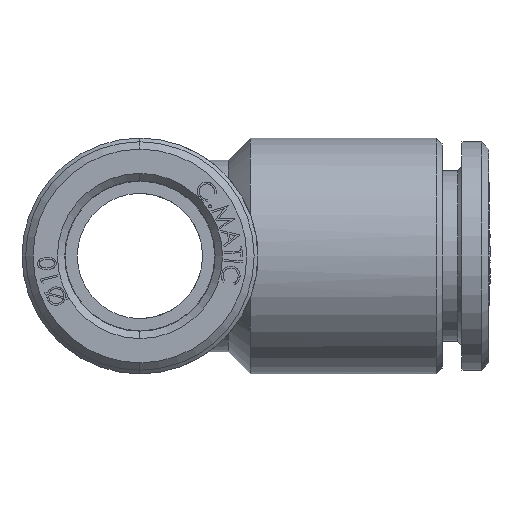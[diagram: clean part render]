
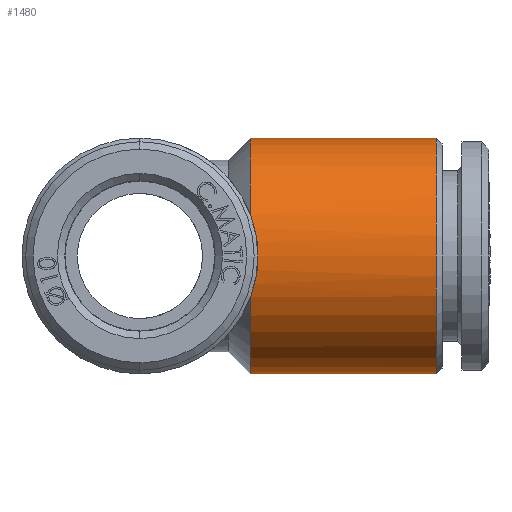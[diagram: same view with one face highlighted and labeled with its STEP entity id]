
A CAD part, left-side view. The second image highlights one B-rep face of the part: STEP entity #1480.
In plain terms, the highlighted cylindrical face has radius 8 mm (diameter 16 mm), a partial arc.
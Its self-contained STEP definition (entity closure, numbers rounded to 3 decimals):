
#1480 = ADVANCED_FACE ( 'NONE', ( #8338 ), #8388, .T. ) ;
#2057 = DIRECTION ( 'NONE',  ( 0., 1., 0. ) ) ;
#2058 = VECTOR ( 'NONE', #2057, 1000. ) ;
#2061 = CARTESIAN_POINT ( 'NONE',  ( 0., 2.336, 8. ) ) ;
#2063 = LINE ( 'NONE', #2061, #2058 ) ;
#2069 = CARTESIAN_POINT ( 'NONE',  ( 0., -7.5, 8. ) ) ;
#2208 = CARTESIAN_POINT ( 'NONE',  ( 0., -20.1, -8. ) ) ;
#2212 = DIRECTION ( 'NONE',  ( 0., 1., 0. ) ) ;
#2213 = VECTOR ( 'NONE', #2212, 1000. ) ;
#2214 = CARTESIAN_POINT ( 'NONE',  ( 0., 2.336, -8. ) ) ;
#2215 = LINE ( 'NONE', #2214, #2213 ) ;
#2246 = CARTESIAN_POINT ( 'NONE',  ( 0., -20.1, 8. ) ) ;
#2342 = CARTESIAN_POINT ( 'NONE',  ( 0., -7.5, 0. ) ) ;
#2439 = DIRECTION ( 'NONE',  ( 0., 0., 1. ) ) ;
#2440 = DIRECTION ( 'NONE',  ( 0., 1., 0. ) ) ;
#2442 = AXIS2_PLACEMENT_3D ( 'NONE', #2342, #2440, #2439 ) ;
#2460 = CIRCLE ( 'NONE', #2442, 8. ) ;
#2552 = CARTESIAN_POINT ( 'NONE',  ( 0., -7.5, -8. ) ) ;
#2652 = CARTESIAN_POINT ( 'NONE',  ( -7.5, -7.5, -2.784 ) ) ;
#5890 = CARTESIAN_POINT ( 'NONE',  ( -7.5, -7.5, 2.784 ) ) ;
#8338 = FACE_OUTER_BOUND ( 'NONE', #19696, .T. ) ;
#8387 = CARTESIAN_POINT ( 'NONE',  ( 0., 2.336, 0. ) ) ;
#8388 = CYLINDRICAL_SURFACE ( 'NONE', #8395, 8. ) ;
#8395 = AXIS2_PLACEMENT_3D ( 'NONE', #8387, #8426, #8425 ) ;
#8425 = DIRECTION ( 'NONE',  ( 0., 0., 1. ) ) ;
#8426 = DIRECTION ( 'NONE',  ( 0., 1., 0. ) ) ;
#9924 =( BOUNDED_CURVE ( )  B_SPLINE_CURVE ( 3, ( #10208, #10204, #10203, #10201 ),
 .UNSPECIFIED., .F., .T. ) 
 B_SPLINE_CURVE_WITH_KNOTS ( ( 4, 4 ),
 ( 2.786, 3.497 ),
 .UNSPECIFIED. ) 
 CURVE ( )  GEOMETRIC_REPRESENTATION_ITEM ( )  RATIONAL_B_SPLINE_CURVE ( ( 1., 0.958, 0.958, 1. ) ) 
 REPRESENTATION_ITEM ( '' )  );
#10170 = DIRECTION ( 'NONE',  ( 0., 0., 1. ) ) ;
#10171 = DIRECTION ( 'NONE',  ( 0., 1., 0. ) ) ;
#10201 = CARTESIAN_POINT ( 'NONE',  ( -7.5, -7.5, -2.784 ) ) ;
#10203 = CARTESIAN_POINT ( 'NONE',  ( -8.174, -8.174, -0.968 ) ) ;
#10204 = CARTESIAN_POINT ( 'NONE',  ( -8.174, -8.174, 0.968 ) ) ;
#10208 = CARTESIAN_POINT ( 'NONE',  ( -7.5, -7.5, 2.784 ) ) ;
#10228 = CARTESIAN_POINT ( 'NONE',  ( 0., -20.1, 0. ) ) ;
#10229 = AXIS2_PLACEMENT_3D ( 'NONE', #10228, #10171, #10170 ) ;
#10230 = CIRCLE ( 'NONE', #10229, 8. ) ;
#10386 = DIRECTION ( 'NONE',  ( 0., 0., 1. ) ) ;
#10396 = CARTESIAN_POINT ( 'NONE',  ( 0., -7.5, 0. ) ) ;
#10412 = AXIS2_PLACEMENT_3D ( 'NONE', #10396, #10416, #10386 ) ;
#10416 = DIRECTION ( 'NONE',  ( 0., 1., 0. ) ) ;
#10417 = CIRCLE ( 'NONE', #10412, 8. ) ;
#19691 = EDGE_CURVE ( 'NONE', #20866, #21255, #9924, .T. ) ;
#19692 = ORIENTED_EDGE ( 'NONE', *, *, #21163, .F. ) ;
#19693 = EDGE_CURVE ( 'NONE', #21098, #21109, #10230, .T. ) ;
#19696 = EDGE_LOOP ( 'NONE', ( #19697, #19698, #19716, #19717, #19713, #19692 ) ) ;
#19697 = ORIENTED_EDGE ( 'NONE', *, *, #21091, .F. ) ;
#19698 = ORIENTED_EDGE ( 'NONE', *, *, #19693, .T. ) ;
#19713 = ORIENTED_EDGE ( 'NONE', *, *, #19691, .T. ) ;
#19716 = ORIENTED_EDGE ( 'NONE', *, *, #21063, .T. ) ;
#19717 = ORIENTED_EDGE ( 'NONE', *, *, #19718, .F. ) ;
#19718 = EDGE_CURVE ( 'NONE', #20866, #21060, #10417, .T. ) ;
#20866 = VERTEX_POINT ( 'NONE', #5890 ) ;
#21060 = VERTEX_POINT ( 'NONE', #2069 ) ;
#21063 = EDGE_CURVE ( 'NONE', #21109, #21060, #2063, .T. ) ;
#21091 = EDGE_CURVE ( 'NONE', #21098, #21237, #2215, .T. ) ;
#21098 = VERTEX_POINT ( 'NONE', #2208 ) ;
#21109 = VERTEX_POINT ( 'NONE', #2246 ) ;
#21163 = EDGE_CURVE ( 'NONE', #21237, #21255, #2460, .T. ) ;
#21237 = VERTEX_POINT ( 'NONE', #2552 ) ;
#21255 = VERTEX_POINT ( 'NONE', #2652 ) ;
